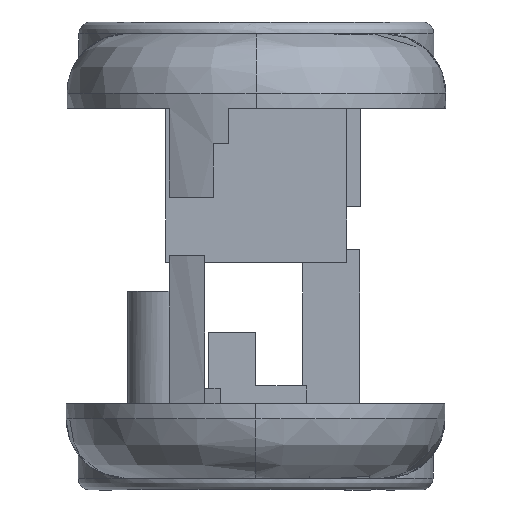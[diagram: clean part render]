
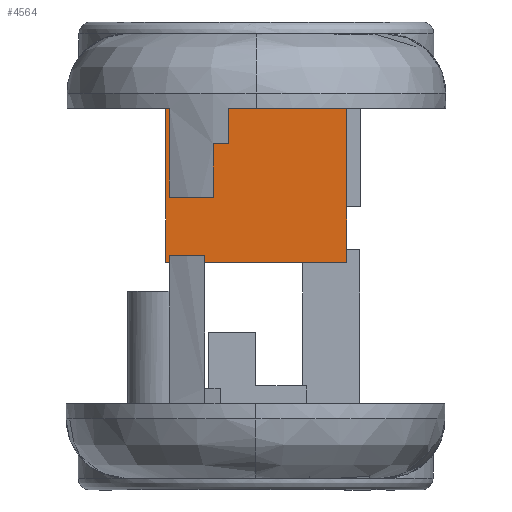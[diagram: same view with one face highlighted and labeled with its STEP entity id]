
A CAD part, left-side view. The second image highlights one B-rep face of the part: STEP entity #4564.
In plain terms, the highlighted free-form (B-spline) face has degree [1, 1] with [2, 2] control points.
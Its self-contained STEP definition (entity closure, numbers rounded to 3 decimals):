
#4062 = VERTEX_POINT('',#4063);
#4063 = CARTESIAN_POINT('',(-13.658,2.1,
    8.21));
#4068 = EDGE_CURVE('',#4069,#4062,#4071,.T.);
#4069 = VERTEX_POINT('',#4070);
#4070 = CARTESIAN_POINT('',(-13.658,2.1,
    10.963));
#4071 = B_SPLINE_CURVE_WITH_KNOTS('',1,(#4072,#4073),.UNSPECIFIED.,.F.,
  .F.,(2,2),(0.,3.),.PIECEWISE_BEZIER_KNOTS.);
#4072 = CARTESIAN_POINT('',(-13.658,2.1,
    10.963));
#4073 = CARTESIAN_POINT('',(-13.658,2.1,
    8.21));
#4100 = VERTEX_POINT('',#4101);
#4101 = CARTESIAN_POINT('',(-13.658,6.688,
    10.963));
#4106 = EDGE_CURVE('',#4100,#4107,#4109,.T.);
#4107 = VERTEX_POINT('',#4108);
#4108 = CARTESIAN_POINT('',(-13.658,6.688,
    4.08));
#4109 = B_SPLINE_CURVE_WITH_KNOTS('',1,(#4110,#4111),.UNSPECIFIED.,.F.,
  .F.,(2,2),(0.,7.5),.PIECEWISE_BEZIER_KNOTS.);
#4110 = CARTESIAN_POINT('',(-13.658,6.688,
    10.963));
#4111 = CARTESIAN_POINT('',(-13.658,6.688,
    4.08));
#4139 = VERTEX_POINT('',#4140);
#4140 = CARTESIAN_POINT('',(-13.658,3.293,
    8.21));
#4145 = EDGE_CURVE('',#4139,#4062,#4146,.T.);
#4146 = B_SPLINE_CURVE_WITH_KNOTS('',1,(#4147,#4148),.UNSPECIFIED.,.F.,
  .F.,(2,2),(-1.3,0.),.PIECEWISE_BEZIER_KNOTS.);
#4147 = CARTESIAN_POINT('',(-13.658,3.293,
    8.21));
#4148 = CARTESIAN_POINT('',(-13.658,2.1,
    8.21));
#4169 = VERTEX_POINT('',#4170);
#4170 = CARTESIAN_POINT('',(-13.658,3.293,
    4.08));
#4175 = EDGE_CURVE('',#4139,#4169,#4176,.T.);
#4176 = B_SPLINE_CURVE_WITH_KNOTS('',1,(#4177,#4178),.UNSPECIFIED.,.F.,
  .F.,(2,2),(3.,7.5),.PIECEWISE_BEZIER_KNOTS.);
#4177 = CARTESIAN_POINT('',(-13.658,3.293,
    8.21));
#4178 = CARTESIAN_POINT('',(-13.658,3.293,
    4.08));
#4379 = VERTEX_POINT('',#4380);
#4380 = CARTESIAN_POINT('',(-13.658,-7.077,
    10.963));
#4385 = EDGE_CURVE('',#4069,#4379,#4386,.T.);
#4386 = B_SPLINE_CURVE_WITH_KNOTS('',1,(#4387,#4388),.UNSPECIFIED.,.F.,
  .F.,(2,2),(-6.175,3.825),.PIECEWISE_BEZIER_KNOTS.);
#4387 = CARTESIAN_POINT('',(-13.658,2.1,
    10.963));
#4388 = CARTESIAN_POINT('',(-13.658,-7.077,
    10.963));
#4453 = EDGE_CURVE('',#4454,#4100,#4456,.T.);
#4454 = VERTEX_POINT('',#4455);
#4455 = CARTESIAN_POINT('',(-13.658,6.963,
    10.963));
#4456 = B_SPLINE_CURVE_WITH_KNOTS('',1,(#4457,#4458),.UNSPECIFIED.,.F.,
  .F.,(2,2),(-11.475,-11.175),.PIECEWISE_BEZIER_KNOTS.);
#4457 = CARTESIAN_POINT('',(-13.658,6.963,
    10.963));
#4458 = CARTESIAN_POINT('',(-13.658,6.688,
    10.963));
#4493 = EDGE_CURVE('',#4379,#4494,#4496,.T.);
#4494 = VERTEX_POINT('',#4495);
#4495 = CARTESIAN_POINT('',(-13.658,-7.077,
    -0.966));
#4496 = B_SPLINE_CURVE_WITH_KNOTS('',1,(#4497,#4498),.UNSPECIFIED.,.F.,
  .F.,(2,2),(0.,13.),.PIECEWISE_BEZIER_KNOTS.);
#4497 = CARTESIAN_POINT('',(-13.658,-7.077,
    10.963));
#4498 = CARTESIAN_POINT('',(-13.658,-7.077,
    -0.966));
#4546 = VERTEX_POINT('',#4547);
#4547 = CARTESIAN_POINT('',(-13.658,6.963,
    -0.966));
#4553 = EDGE_CURVE('',#4454,#4546,#4554,.T.);
#4554 = B_SPLINE_CURVE_WITH_KNOTS('',1,(#4555,#4556),.UNSPECIFIED.,.F.,
  .F.,(2,2),(0.,13.),.PIECEWISE_BEZIER_KNOTS.);
#4555 = CARTESIAN_POINT('',(-13.658,6.963,
    10.963));
#4556 = CARTESIAN_POINT('',(-13.658,6.963,
    -0.966));
#4564 = ADVANCED_FACE('',(#4565),#4585,.T.);
#4565 = FACE_BOUND('',#4566,.T.);
#4566 = EDGE_LOOP('',(#4567,#4568,#4569,#4570,#4575,#4576,#4577,#4578,
    #4579,#4580));
#4567 = ORIENTED_EDGE('',*,*,#4106,.F.);
#4568 = ORIENTED_EDGE('',*,*,#4453,.F.);
#4569 = ORIENTED_EDGE('',*,*,#4553,.T.);
#4570 = ORIENTED_EDGE('',*,*,#4571,.F.);
#4571 = EDGE_CURVE('',#4494,#4546,#4572,.T.);
#4572 = B_SPLINE_CURVE_WITH_KNOTS('',1,(#4573,#4574),.UNSPECIFIED.,.F.,
  .F.,(2,2),(-15.3,0.),.PIECEWISE_BEZIER_KNOTS.);
#4573 = CARTESIAN_POINT('',(-13.658,-7.077,
    -0.966));
#4574 = CARTESIAN_POINT('',(-13.658,6.963,
    -0.966));
#4575 = ORIENTED_EDGE('',*,*,#4493,.F.);
#4576 = ORIENTED_EDGE('',*,*,#4385,.F.);
#4577 = ORIENTED_EDGE('',*,*,#4068,.T.);
#4578 = ORIENTED_EDGE('',*,*,#4145,.F.);
#4579 = ORIENTED_EDGE('',*,*,#4175,.T.);
#4580 = ORIENTED_EDGE('',*,*,#4581,.F.);
#4581 = EDGE_CURVE('',#4107,#4169,#4582,.T.);
#4582 = B_SPLINE_CURVE_WITH_KNOTS('',1,(#4583,#4584),.UNSPECIFIED.,.F.,
  .F.,(2,2),(-5.,-1.3),.PIECEWISE_BEZIER_KNOTS.);
#4583 = CARTESIAN_POINT('',(-13.658,6.688,
    4.08));
#4584 = CARTESIAN_POINT('',(-13.658,3.293,
    4.08));
#4585 = B_SPLINE_SURFACE_WITH_KNOTS('',1,1,(
    (#4586,#4587)
    ,(#4588,#4589
    )),.UNSPECIFIED.,.F.,.F.,.F.,(2,2),(2,2),(0.,15.3),(0.,13.),
  .PIECEWISE_BEZIER_KNOTS.);
#4586 = CARTESIAN_POINT('',(-13.658,-7.077,
    10.963));
#4587 = CARTESIAN_POINT('',(-13.658,-7.077,
    -0.966));
#4588 = CARTESIAN_POINT('',(-13.658,6.963,
    10.963));
#4589 = CARTESIAN_POINT('',(-13.658,6.963,
    -0.966));
